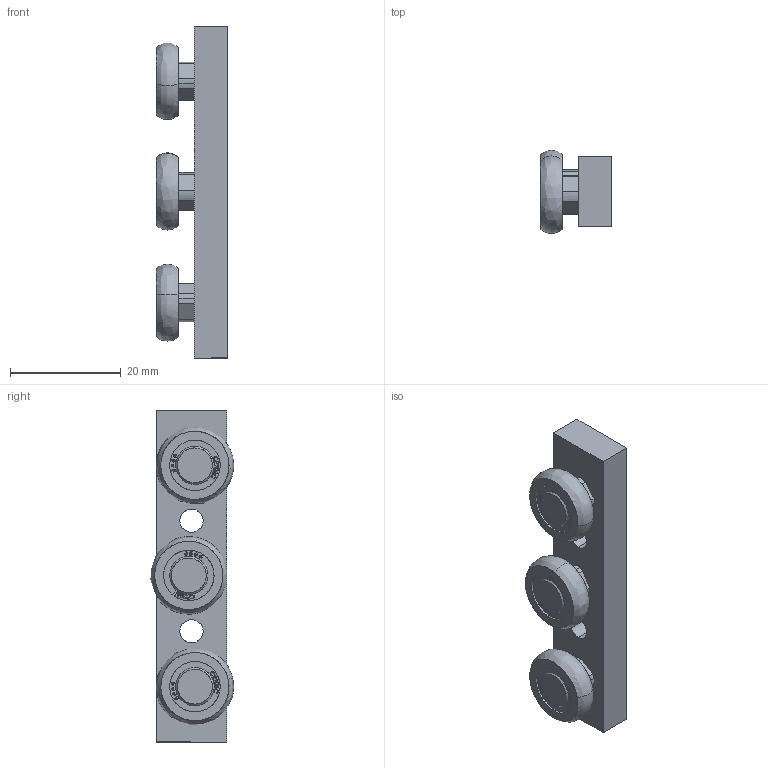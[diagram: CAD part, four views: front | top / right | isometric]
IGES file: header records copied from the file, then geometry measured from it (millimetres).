
Start section: SolidWorks IGES file using analytic representation for surfaces
Global section: file name: CRT_A914678064.igs; native system: SolidWorks 2019; preprocessor: SolidWorks 2019; author: PCM_PROD; date: 230206.200035; units: inch
Bounding box: 12.9 x 15.06 x 60 mm (x, y, z)
Surface area: 6138.6 mm2 (no closed solid volume)
Topology: 0 solids, 0 shells, 1074 faces, 11674 edges, 11597 vertices
Faces by surface type: bspline 814, revolution 260
